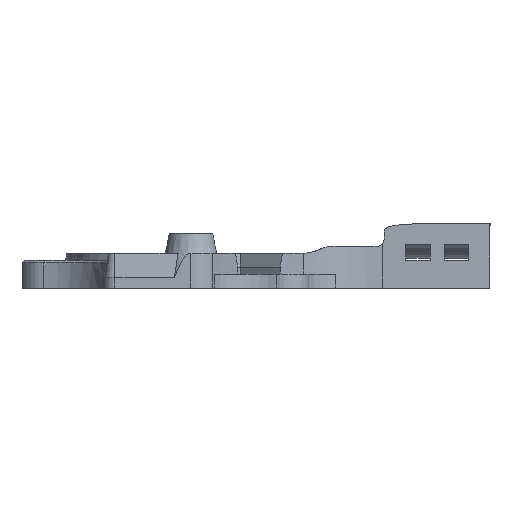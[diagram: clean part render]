
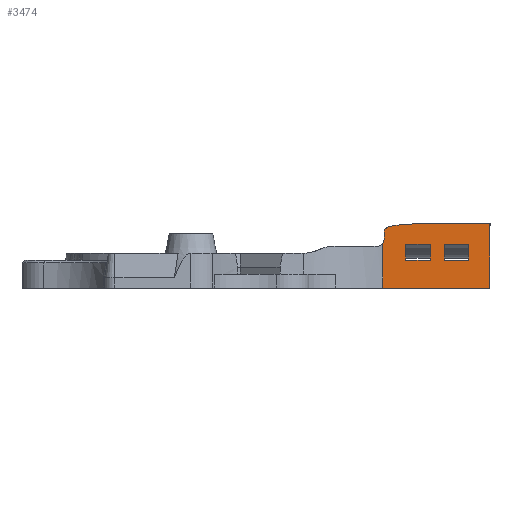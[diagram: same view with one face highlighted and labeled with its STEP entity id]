
A CAD part, left-side view. The second image highlights one B-rep face of the part: STEP entity #3474.
In plain terms, the highlighted planar face has unit normal (-1, 0, 0).
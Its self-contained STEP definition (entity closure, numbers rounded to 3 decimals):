
#143=PLANE('',#3863);
#154=CIRCLE('',#3511,1.);
#156=CIRCLE('',#3515,1.);
#346=LINE('',#4973,#610);
#547=LINE('',#6076,#811);
#550=LINE('',#6085,#814);
#552=LINE('',#6094,#816);
#554=LINE('',#6103,#818);
#556=LINE('',#6112,#820);
#570=LINE('',#6145,#834);
#574=LINE('',#6160,#838);
#576=LINE('',#6165,#840);
#580=LINE('',#6174,#844);
#582=LINE('',#6178,#846);
#589=LINE('',#6203,#853);
#590=LINE('',#6213,#854);
#610=VECTOR('',#3914,1000.);
#811=VECTOR('',#4719,1000.);
#814=VECTOR('',#4726,1000.);
#816=VECTOR('',#4734,1000.);
#818=VECTOR('',#4742,1000.);
#820=VECTOR('',#4750,1000.);
#834=VECTOR('',#4780,1000.);
#838=VECTOR('',#4798,1000.);
#840=VECTOR('',#4804,1000.);
#844=VECTOR('',#4816,1000.);
#846=VECTOR('',#4822,1000.);
#853=VECTOR('',#4847,1000.);
#854=VECTOR('',#4852,1000.);
#1697=ORIENTED_EDGE('',*,*,#2351,.T.);
#1698=ORIENTED_EDGE('',*,*,#2315,.T.);
#1699=ORIENTED_EDGE('',*,*,#2340,.T.);
#1700=ORIENTED_EDGE('',*,*,#2319,.T.);
#1701=ORIENTED_EDGE('',*,*,#2348,.T.);
#1702=ORIENTED_EDGE('',*,*,#2311,.T.);
#1703=ORIENTED_EDGE('',*,*,#2356,.F.);
#1704=ORIENTED_EDGE('',*,*,#2323,.T.);
#1705=ORIENTED_EDGE('',*,*,#2372,.T.);
#1706=ORIENTED_EDGE('',*,*,#1898,.T.);
#1707=ORIENTED_EDGE('',*,*,#1902,.F.);
#1708=ORIENTED_EDGE('',*,*,#1890,.F.);
#1709=ORIENTED_EDGE('',*,*,#2370,.T.);
#1710=ORIENTED_EDGE('',*,*,#2373,.F.);
#1711=ORIENTED_EDGE('',*,*,#2358,.F.);
#1712=ORIENTED_EDGE('',*,*,#2307,.F.);
#1890=EDGE_CURVE('',#2399,#2400,#154,.T.);
#1898=EDGE_CURVE('',#2407,#2408,#156,.T.);
#1902=EDGE_CURVE('',#2400,#2408,#346,.T.);
#2307=EDGE_CURVE('',#2672,#2673,#547,.T.);
#2311=EDGE_CURVE('',#2677,#2676,#550,.T.);
#2315=EDGE_CURVE('',#2681,#2680,#552,.T.);
#2319=EDGE_CURVE('',#2685,#2684,#554,.T.);
#2323=EDGE_CURVE('',#2689,#2688,#556,.T.);
#2340=EDGE_CURVE('',#2680,#2685,#570,.T.);
#2348=EDGE_CURVE('',#2688,#2677,#574,.T.);
#2351=EDGE_CURVE('',#2684,#2681,#576,.T.);
#2356=EDGE_CURVE('',#2689,#2676,#580,.T.);
#2358=EDGE_CURVE('',#2673,#2706,#582,.T.);
#2370=EDGE_CURVE('',#2399,#2711,#589,.T.);
#2372=EDGE_CURVE('',#2672,#2407,#2767,.T.);
#2373=EDGE_CURVE('',#2706,#2711,#590,.T.);
#2399=VERTEX_POINT('',#4935);
#2400=VERTEX_POINT('',#4937);
#2407=VERTEX_POINT('',#4961);
#2408=VERTEX_POINT('',#4962);
#2672=VERTEX_POINT('',#6075);
#2673=VERTEX_POINT('',#6077);
#2676=VERTEX_POINT('',#6084);
#2677=VERTEX_POINT('',#6086);
#2680=VERTEX_POINT('',#6093);
#2681=VERTEX_POINT('',#6095);
#2684=VERTEX_POINT('',#6102);
#2685=VERTEX_POINT('',#6104);
#2688=VERTEX_POINT('',#6111);
#2689=VERTEX_POINT('',#6113);
#2706=VERTEX_POINT('',#6179);
#2711=VERTEX_POINT('',#6204);
#2767=B_SPLINE_CURVE_WITH_KNOTS('',3,(#6207,#6208,#6209,#6210,#6211,#6212),
 .UNSPECIFIED.,.F.,.F.,(4,1,1,4),(0.,0.451,0.614,
1.),.UNSPECIFIED.);
#2965=EDGE_LOOP('',(#1697,#1698,#1699,#1700));
#2966=EDGE_LOOP('',(#1701,#1702,#1703,#1704));
#2967=EDGE_LOOP('',(#1705,#1706,#1707,#1708,#1709,#1710,#1711,#1712));
#3194=FACE_BOUND('',#2965,.T.);
#3195=FACE_BOUND('',#2966,.T.);
#3196=FACE_BOUND('',#2967,.T.);
#3474=ADVANCED_FACE('',(#3194,#3195,#3196),#143,.T.);
#3511=AXIS2_PLACEMENT_3D('',#4936,#3896,#3897);
#3515=AXIS2_PLACEMENT_3D('',#4960,#3908,#3909);
#3863=AXIS2_PLACEMENT_3D('',#6206,#4850,#4851);
#3896=DIRECTION('',(-1.,0.,0.));
#3897=DIRECTION('',(0.,0.,1.));
#3908=DIRECTION('',(-1.,0.,0.));
#3909=DIRECTION('',(0.,-1.,0.));
#3914=DIRECTION('',(0.,0.,1.));
#4719=DIRECTION('',(0.,-1.,0.));
#4726=DIRECTION('',(0.,1.,0.));
#4734=DIRECTION('',(0.,1.,0.));
#4742=DIRECTION('',(0.,-1.,0.));
#4750=DIRECTION('',(0.,-1.,0.));
#4780=DIRECTION('',(0.,0.,1.));
#4798=DIRECTION('',(0.,0.,-1.));
#4804=DIRECTION('',(0.,0.,-1.));
#4816=DIRECTION('',(0.,0.,-1.));
#4822=DIRECTION('',(0.,0.,-1.));
#4847=DIRECTION('',(0.,0.,-1.));
#4850=DIRECTION('',(-1.,0.,0.));
#4851=DIRECTION('',(0.,1.,0.));
#4852=DIRECTION('',(0.,1.,0.));
#4935=CARTESIAN_POINT('',(-4.22,-28.891,6.39));
#4936=CARTESIAN_POINT('',(-4.22,-28.099,7.));
#4937=CARTESIAN_POINT('',(-4.22,-29.099,7.));
#4960=CARTESIAN_POINT('',(-4.22,-30.099,7.853));
#4961=CARTESIAN_POINT('',(-4.22,-29.892,8.831));
#4962=CARTESIAN_POINT('',(-4.22,-29.099,7.853));
#4973=CARTESIAN_POINT('',(-4.22,-29.099,7.51));
#6075=CARTESIAN_POINT('',(-4.22,-33.508,9.2));
#6076=CARTESIAN_POINT('',(-4.22,-31.155,9.2));
#6077=CARTESIAN_POINT('',(-4.22,-44.255,9.2));
#6084=CARTESIAN_POINT('',(-4.22,-32.205,4.01));
#6085=CARTESIAN_POINT('',(-4.22,-35.705,4.01));
#6086=CARTESIAN_POINT('',(-4.22,-35.705,4.01));
#6093=CARTESIAN_POINT('',(-4.22,-37.705,4.01));
#6094=CARTESIAN_POINT('',(-4.22,-33.705,4.01));
#6095=CARTESIAN_POINT('',(-4.22,-41.205,4.01));
#6102=CARTESIAN_POINT('',(-4.22,-41.205,6.26));
#6103=CARTESIAN_POINT('',(-4.22,-37.705,6.26));
#6104=CARTESIAN_POINT('',(-4.22,-37.705,6.26));
#6111=CARTESIAN_POINT('',(-4.22,-35.705,6.26));
#6112=CARTESIAN_POINT('',(-4.22,-37.705,6.26));
#6113=CARTESIAN_POINT('',(-4.22,-32.205,6.26));
#6145=CARTESIAN_POINT('',(-4.22,-37.705,2.5));
#6160=CARTESIAN_POINT('',(-4.22,-35.705,2.5));
#6165=CARTESIAN_POINT('',(-4.22,-41.205,2.5));
#6174=CARTESIAN_POINT('',(-4.22,-32.205,4.71));
#6178=CARTESIAN_POINT('',(-4.22,-44.255,2.5));
#6179=CARTESIAN_POINT('',(-4.22,-44.255,0.));
#6203=CARTESIAN_POINT('',(-4.22,-28.891,2.5));
#6204=CARTESIAN_POINT('',(-4.22,-28.891,0.));
#6206=CARTESIAN_POINT('',(-4.22,-41.255,2.5));
#6207=CARTESIAN_POINT('',(-4.22,-33.508,9.2));
#6208=CARTESIAN_POINT('',(-4.22,-29.861,9.2));
#6209=CARTESIAN_POINT('',(-4.22,-26.596,7.76));
#6210=CARTESIAN_POINT('',(-4.22,-25.919,7.31));
#6211=CARTESIAN_POINT('',(-4.22,-21.959,6.35));
#6212=CARTESIAN_POINT('',(-4.22,-20.757,6.034));
#6213=CARTESIAN_POINT('',(-4.22,11.975,0.));
